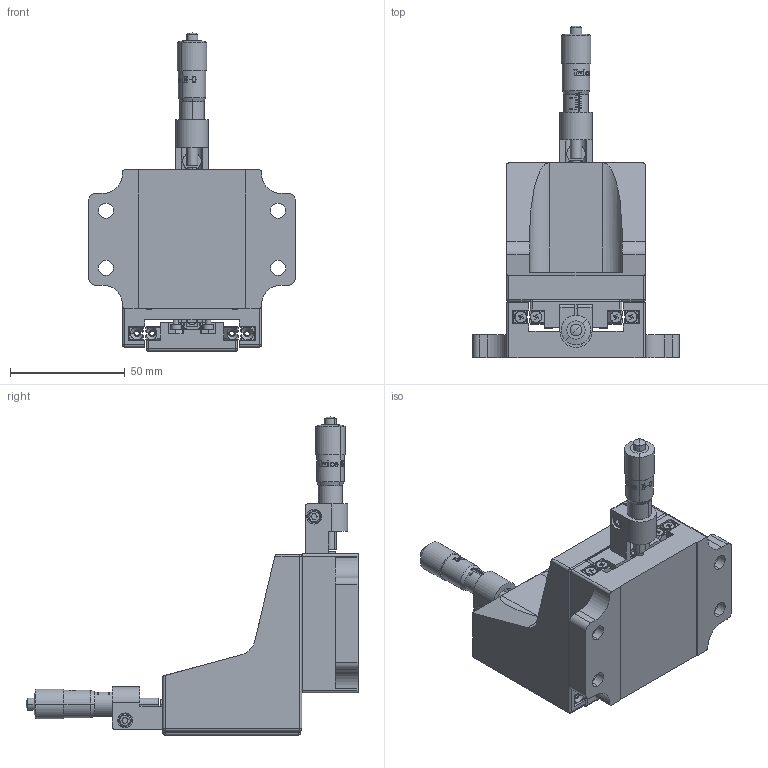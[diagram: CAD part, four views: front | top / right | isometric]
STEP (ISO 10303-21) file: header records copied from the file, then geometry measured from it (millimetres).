
FILE_DESCRIPTION (( 'STEP AP203' ), '1' );
FILE_NAME ('06CTS-XZM.STEP', '2021-11-22T01:23:50', ( '' ), ( '' ), 'SwSTEP 2.0', 'SolidWorks 2021', '' );
FILE_SCHEMA (( 'CONFIG_CONTROL_DESIGN' ));
Length unit declared in the file: millimetre
Products named in the file (1): 06CTS-XZM
Bounding box: 90 x 144.65 x 138.6 mm (x, y, z)
Surface area: 71726.4 mm2 (no closed solid volume)
Topology: 0 solids, 68 shells, 854 faces, 3709 edges, 2839 vertices
Faces by surface type: plane 510, cylinder 230, cone 65, torus 28, sphere 14, bspline 7
Entity records: 46283 total; most frequent: CARTESIAN_POINT 17040, DIRECTION 5747, ORIENTED_EDGE 5414, EDGE_CURVE 3691, VERTEX_POINT 2839, VECTOR 1963, LINE 1963, AXIS2_PLACEMENT_3D 1892
